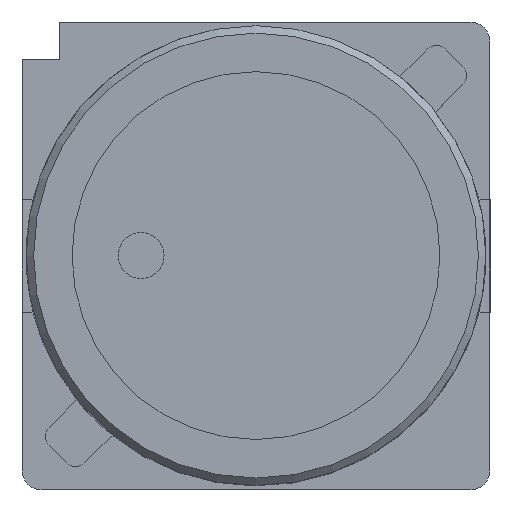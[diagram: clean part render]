
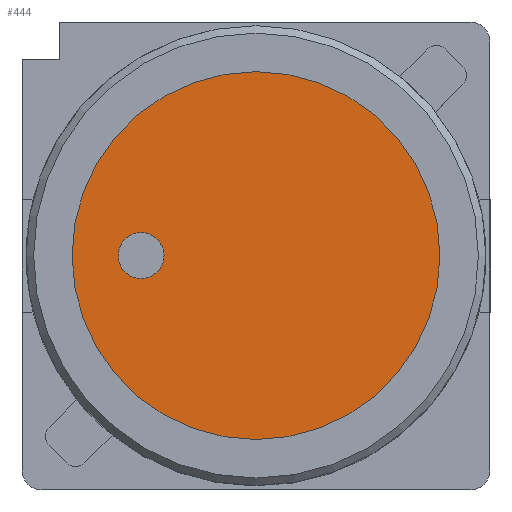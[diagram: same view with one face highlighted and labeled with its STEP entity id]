
A CAD part, top view. The second image highlights one B-rep face of the part: STEP entity #444.
In plain terms, the highlighted planar face has unit normal (0, 0, 1).
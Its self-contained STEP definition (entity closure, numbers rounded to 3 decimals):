
#13=DIRECTION('',(0.,0.,1.));
#14=DIRECTION('',(1.,0.,-0.));
#33=DIRECTION('',(1.,0.,0.));
#158=VERTEX_POINT('',#159);
#159=CARTESIAN_POINT('',(4.92,0.,6.5));
#162=ORIENTED_EDGE('',*,*,#163,.T.);
#163=EDGE_CURVE('',#158,#158,#164,.T.);
#164=CIRCLE('',#165,4.92);
#165=AXIS2_PLACEMENT_3D('',#166,#13,#33);
#166=CARTESIAN_POINT('',(0.,0.,6.5));
#444=ADVANCED_FACE('',(#445,#447),#456,.T.);
#445=FACE_BOUND('',#446,.T.);
#446=EDGE_LOOP('',(#162));
#447=FACE_BOUND('',#448,.T.);
#448=EDGE_LOOP('',(#449));
#449=ORIENTED_EDGE('',*,*,#450,.F.);
#450=EDGE_CURVE('',#451,#451,#453,.T.);
#451=VERTEX_POINT('',#452);
#452=CARTESIAN_POINT('',(-2.46,0.,6.5));
#453=CIRCLE('',#454,0.615);
#454=AXIS2_PLACEMENT_3D('',#455,#13,#33);
#455=CARTESIAN_POINT('',(-3.075,0.,6.5));
#456=PLANE('',#457);
#457=AXIS2_PLACEMENT_3D('',#458,#13,#14);
#458=CARTESIAN_POINT('',(0.,0.,6.5));
